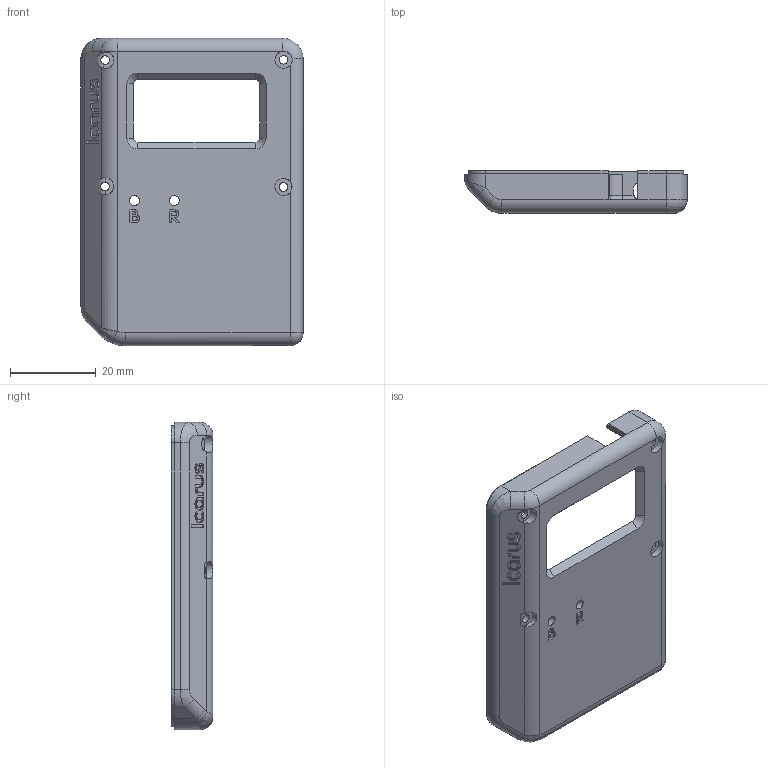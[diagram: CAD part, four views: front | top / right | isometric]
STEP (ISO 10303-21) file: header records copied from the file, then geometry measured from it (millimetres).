
FILE_DESCRIPTION(('HOOPS Exchange Step'),'2;1');
FILE_NAME('temp_export','2024-09-23T18:50:10+01:00',('mobile'),('Shapr3D Limited'),'HOOPS Exchange 2024.2','Shapr3D','Authorized');
FILE_SCHEMA( ('AP242_MANAGED_MODEL_BASED_3D_ENGINEERING_MIM_LF {1 0 10303 442 1 1 4 }') );
Length unit declared in the file: millimetre
Products named in the file (2): CAD; root
Assembly tree (1 placements, depth 2):
  root
    CAD
Bounding box: 51.7 x 9.76 x 71.5 mm (x, y, z)
Volume: 9995.9 mm3; surface area: 9867.5 mm2
Topology: 1 solids, 1 shells, 252 faces, 687 edges, 440 vertices
Faces by surface type: plane 119, cylinder 72, bspline 42, cone 8, torus 8, sphere 3
Full cylindrical faces by diameter (mm): 2 x4, 2.3 x2, 4 x2
Entity records: 12140 total; most frequent: CARTESIAN_POINT 5844, ORIENTED_EDGE 1368, DIRECTION 1191, EDGE_CURVE 684, VERTEX_POINT 440, VECTOR 409, LINE 409, AXIS2_PLACEMENT_3D 391
